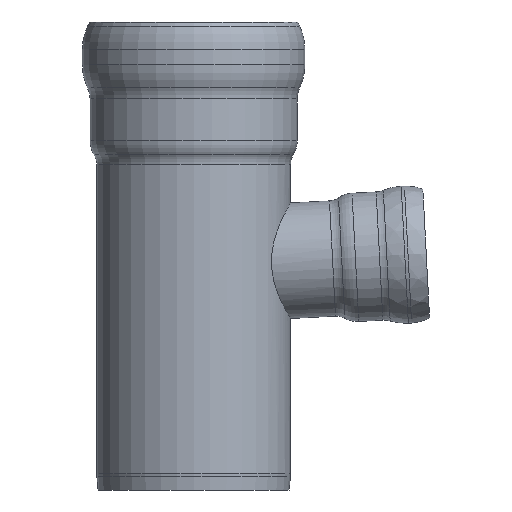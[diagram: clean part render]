
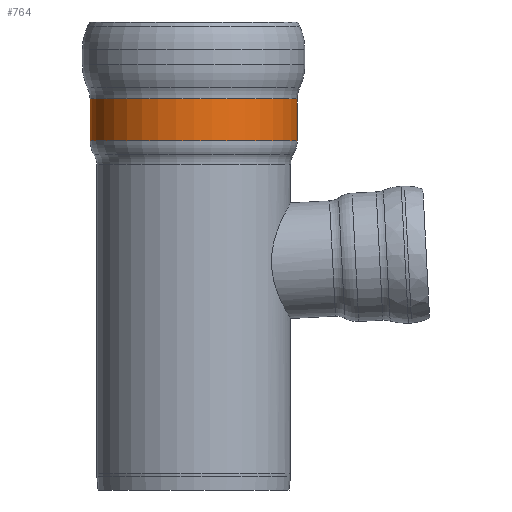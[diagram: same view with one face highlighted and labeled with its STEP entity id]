
A CAD part, front view. The second image highlights one B-rep face of the part: STEP entity #764.
In plain terms, the highlighted cylindrical face has radius 476 mm (diameter 952 mm), a full revolution.
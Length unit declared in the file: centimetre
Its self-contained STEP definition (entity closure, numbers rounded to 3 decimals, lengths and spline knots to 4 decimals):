
#78=CIRCLE('',#837,47.6);
#79=CIRCLE('',#838,47.6);
#80=CIRCLE('',#840,47.6);
#81=CIRCLE('',#841,47.6);
#155=FACE_OUTER_BOUND('',#198,.T.);
#198=EDGE_LOOP('',(#563,#564,#565,#566,#567,#568));
#236=LINE('',#1551,#258);
#258=VECTOR('',#1027,47.6);
#313=VERTEX_POINT('',#1541);
#314=VERTEX_POINT('',#1543);
#315=VERTEX_POINT('',#1547);
#316=VERTEX_POINT('',#1548);
#406=EDGE_CURVE('',#314,#313,#78,.T.);
#407=EDGE_CURVE('',#313,#314,#79,.T.);
#408=EDGE_CURVE('',#315,#316,#80,.T.);
#409=EDGE_CURVE('',#316,#315,#81,.T.);
#410=EDGE_CURVE('',#316,#314,#236,.T.);
#563=ORIENTED_EDGE('',*,*,#408,.F.);
#564=ORIENTED_EDGE('',*,*,#409,.F.);
#565=ORIENTED_EDGE('',*,*,#410,.T.);
#566=ORIENTED_EDGE('',*,*,#406,.T.);
#567=ORIENTED_EDGE('',*,*,#407,.T.);
#568=ORIENTED_EDGE('',*,*,#410,.F.);
#741=CYLINDRICAL_SURFACE('',#839,47.6);
#764=ADVANCED_FACE('',(#155),#741,.T.);
#837=AXIS2_PLACEMENT_3D('',#1544,#1017,#1018);
#838=AXIS2_PLACEMENT_3D('',#1545,#1019,#1020);
#839=AXIS2_PLACEMENT_3D('',#1546,#1021,#1022);
#840=AXIS2_PLACEMENT_3D('',#1549,#1023,#1024);
#841=AXIS2_PLACEMENT_3D('',#1550,#1025,#1026);
#1017=DIRECTION('center_axis',(0.,0.,
-1.));
#1018=DIRECTION('ref_axis',(1.,0.,0.));
#1019=DIRECTION('center_axis',(0.,0.,
-1.));
#1020=DIRECTION('ref_axis',(1.,0.,0.));
#1021=DIRECTION('center_axis',(0.,0.,
-1.));
#1022=DIRECTION('ref_axis',(-1.,0.,0.));
#1023=DIRECTION('center_axis',(0.,0.,
-1.));
#1024=DIRECTION('ref_axis',(1.,0.,0.));
#1025=DIRECTION('center_axis',(0.,0.,
-1.));
#1026=DIRECTION('ref_axis',(1.,0.,0.));
#1027=DIRECTION('',(0.,0.,1.));
#1541=CARTESIAN_POINT('',(792.4979,365.6163,72.1596));
#1543=CARTESIAN_POINT('',(840.0979,413.2163,72.1596));
#1544=CARTESIAN_POINT('Origin',(792.4979,413.2163,72.1596));
#1545=CARTESIAN_POINT('Origin',(792.4979,413.2163,72.1596));
#1546=CARTESIAN_POINT('Origin',(792.4979,413.2163,62.5242));
#1547=CARTESIAN_POINT('',(792.4979,365.6163,52.8887));
#1548=CARTESIAN_POINT('',(840.0979,413.2163,52.8887));
#1549=CARTESIAN_POINT('Origin',(792.4979,413.2163,52.8887));
#1550=CARTESIAN_POINT('Origin',(792.4979,413.2163,52.8887));
#1551=CARTESIAN_POINT('',(840.0979,413.2163,62.5242));
